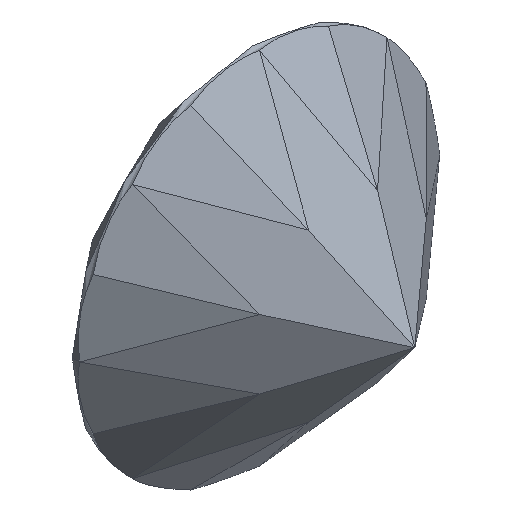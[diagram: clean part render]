
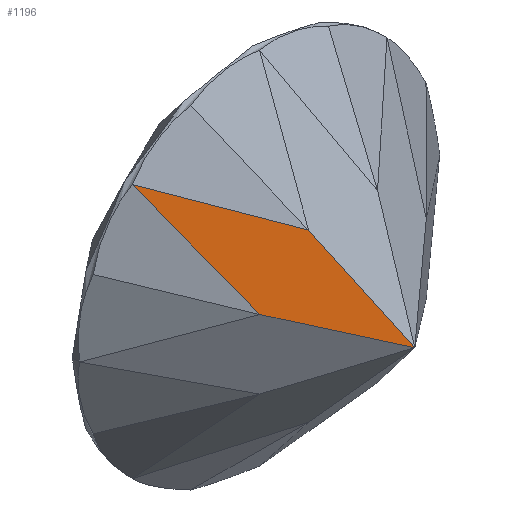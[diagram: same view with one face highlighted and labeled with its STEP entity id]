
A CAD part, isometric view. The second image highlights one B-rep face of the part: STEP entity #1196.
In plain terms, the highlighted planar face has unit normal (-0.462, -0.758, 0.462).
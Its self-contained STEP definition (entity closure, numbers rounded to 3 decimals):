
#381=DIRECTION('',(0.723,-0.623,-0.299));
#382=VECTOR('',#381,31.954);
#383=CARTESIAN_POINT('',(-23.097,-23.181,9.567));
#384=LINE('',#383,#382);
#393=DIRECTION('',(0.333,-0.63,-0.701));
#394=VECTOR('',#393,36.779);
#395=CARTESIAN_POINT('',(-35.355,0.,
35.355));
#396=LINE('',#395,#394);
#397=DIRECTION('',(0.299,-0.623,-0.723));
#398=VECTOR('',#397,31.954);
#399=CARTESIAN_POINT('',(-9.567,-23.181,23.097));
#400=LINE('',#399,#398);
#401=DIRECTION('',(0.701,-0.63,-0.333));
#402=VECTOR('',#401,36.779);
#403=CARTESIAN_POINT('',(-35.355,0.,
35.355));
#404=LINE('',#403,#402);
#524=CARTESIAN_POINT('',(-35.355,0.,
35.355));
#525=CARTESIAN_POINT('',(-23.097,-23.181,9.567));
#526=VERTEX_POINT('',#524);
#527=VERTEX_POINT('',#525);
#530=CARTESIAN_POINT('',(-9.567,-23.181,23.097));
#532=VERTEX_POINT('',#530);
#539=CARTESIAN_POINT('',(0.,-43.083,0.));
#540=VERTEX_POINT('',#539);
#1183=CARTESIAN_POINT('',(0.,-43.083,0.));
#1184=DIRECTION('',(0.462,0.758,-0.462));
#1185=DIRECTION('',(0.707,0.,0.707));
#1186=AXIS2_PLACEMENT_3D('',#1183,#1184,#1185);
#1187=PLANE('',#1186);
#1188=ORIENTED_EDGE('',*,*,#1154,.F.);
#1189=ORIENTED_EDGE('',*,*,#1176,.F.);
#1191=ORIENTED_EDGE('',*,*,#1190,.T.);
#1193=ORIENTED_EDGE('',*,*,#1192,.T.);
#1194=EDGE_LOOP('',(#1188,#1189,#1191,#1193));
#1195=FACE_OUTER_BOUND('',#1194,.F.);
#1154=EDGE_CURVE('',#527,#540,#384,.T.);
#1176=EDGE_CURVE('',#526,#527,#396,.T.);
#1190=EDGE_CURVE('',#526,#532,#404,.T.);
#1192=EDGE_CURVE('',#532,#540,#400,.T.);
#1196=ADVANCED_FACE('',(#1195),#1187,.F.);
